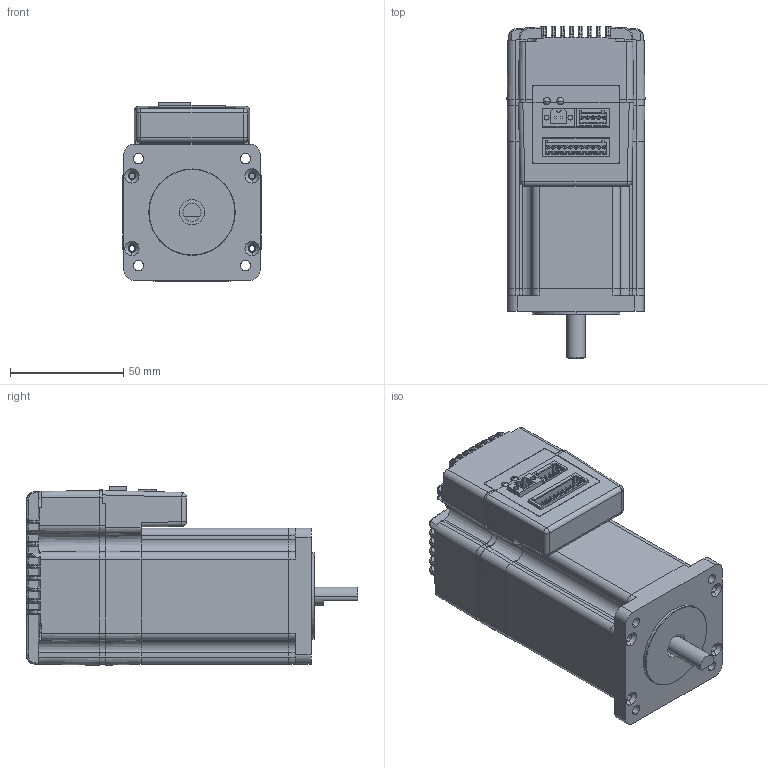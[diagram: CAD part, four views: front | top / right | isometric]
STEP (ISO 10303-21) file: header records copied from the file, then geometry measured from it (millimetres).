
FILE_DESCRIPTION (( 'STEP AP214' ), '1' );
FILE_NAME ('STM24.STEP', '2011-05-06T08:32:36', ( 'User' ), ( 'Microsoft' ), 'SwSTEP 2.0', 'SolidWorks 2009', '' );
FILE_SCHEMA (( 'AUTOMOTIVE_DESIGN' ));
Length unit declared in the file: millimetre
Products named in the file (36): 朏蝶え; 盄旰ㄡ_Default; 鎮湛ヶ傷裔; STM24; 隅赽; 24散热器; 4PIN躇猾菜; 傷裔蚾饜极; M3肣蹟翐; 臏杶; 摩傖宒鎮湛傷裔1; rec(鎢攫ㄘ; 11PIN(3D); 5PIN(3D); 脣釱PCB; PCB脣釱蚾饜极2; STM17橡胶垫圈_Default; SL-SMT(2PIN); 8776036161; 珆尨腑; 粣_Default; C-79-X; SQT-XX; 24密封圈; SQT-120-03-X-D; 5PIN醱啣; 86晤鎢ん; 晤鎢ん假蚾輸; 小电容; MOSｹﾜ; 24PCB蚾饜极1; 脣芛; 电容; PCB; 晤鎢ん奻裔_Default
Assembly tree (90 placements, depth 4):
  STM24
    粣_Default
    盄旰ㄡ_Default  x8
    傷裔蚾饜极
      M3肣蹟翐  x4
      臏杶
      摩傖宒鎮湛傷裔1
    PCB脣釱蚾饜极2
      珆尨腑  x2
      11PIN(3D)
      5PIN(3D)
      SL-SMT(2PIN)
      脣釱PCB
      8776036161
    24PCB蚾饜极1
      STM17橡胶垫圈_Default  x2
      MOSｹﾜ  x8
      SQT-120-03-X-D
        C-79-X  x36
        SQT-XX
      小电容  x3
      脣芛
      电容
      PCB
    24密封圈
    rec(鎢攫ㄘ
    4PIN躇猾菜
    鎮湛ヶ傷裔
    隅赽
    晤鎢ん奻裔_Default
    晤鎢ん假蚾輸
    86晤鎢ん
    5PIN醱啣
    朏蝶え
    24散热器
  C-79-X
Bounding box: 60.86 x 146.25 x 78.67 mm (x, y, z)
Volume: 201309.7 mm3; surface area: 172640.5 mm2
Topology: 84 solids, 86 shells, 6514 faces, 17211 edges, 11163 vertices
Faces by surface type: plane 4692, cylinder 1511, cone 130, torus 103, bspline 70, sphere 8
Entity records: 158640 total; most frequent: CARTESIAN_POINT 31734, ORIENTED_EDGE 26138, DIRECTION 24999, EDGE_CURVE 13084, VECTOR 10297, LINE 10297, VERTEX_POINT 8414, AXIS2_PLACEMENT_3D 7351
